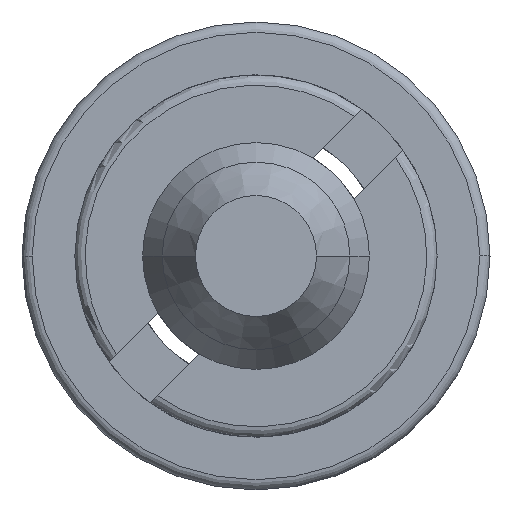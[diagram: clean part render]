
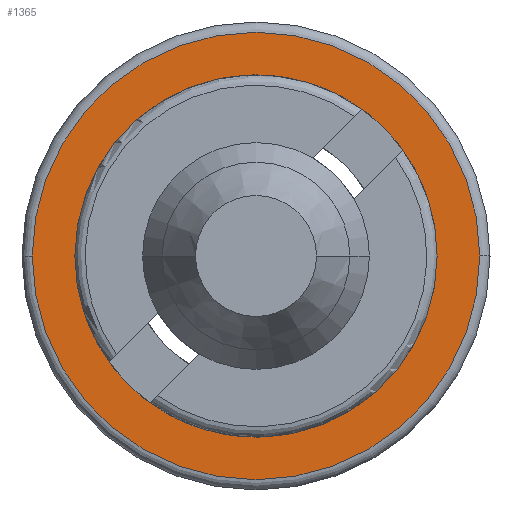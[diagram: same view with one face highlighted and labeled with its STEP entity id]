
A CAD part, left-side view. The second image highlights one B-rep face of the part: STEP entity #1365.
In plain terms, the highlighted planar face has unit normal (-1, 0, 0).
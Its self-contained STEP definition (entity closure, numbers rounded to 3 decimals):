
#391=CARTESIAN_POINT('',(6.022,0.,0.));
#392=DIRECTION('',(1.,0.,0.));
#393=DIRECTION('',(0.,-1.,0.));
#394=AXIS2_PLACEMENT_3D('',#391,#392,#393);
#396=CARTESIAN_POINT('',(6.022,0.,0.));
#397=DIRECTION('',(-1.,0.,0.));
#398=DIRECTION('',(0.,-1.,0.));
#399=AXIS2_PLACEMENT_3D('',#396,#397,#398);
#406=CARTESIAN_POINT('',(6.022,0.,0.));
#407=DIRECTION('',(1.,0.,0.));
#408=DIRECTION('',(0.,1.,0.));
#409=AXIS2_PLACEMENT_3D('',#406,#407,#408);
#429=CARTESIAN_POINT('',(6.022,0.,0.));
#430=DIRECTION('',(1.,0.,0.));
#431=DIRECTION('',(0.,-1.,0.));
#432=AXIS2_PLACEMENT_3D('',#429,#430,#431);
#801=CARTESIAN_POINT('',(6.022,-0.599,0.));
#802=CARTESIAN_POINT('',(6.022,0.599,0.));
#803=VERTEX_POINT('',#801);
#804=VERTEX_POINT('',#802);
#881=CARTESIAN_POINT('',(6.022,0.74,0.));
#882=CARTESIAN_POINT('',(6.022,-0.74,0.));
#883=VERTEX_POINT('',#881);
#884=VERTEX_POINT('',#882);
#1350=CARTESIAN_POINT('',(6.022,0.,0.));
#1351=DIRECTION('',(-1.,0.,0.));
#1352=DIRECTION('',(0.,1.,0.));
#1353=AXIS2_PLACEMENT_3D('',#1350,#1351,#1352);
#1354=PLANE('',#1353);
#1356=ORIENTED_EDGE('',*,*,#1355,.T.);
#1358=ORIENTED_EDGE('',*,*,#1357,.T.);
#1359=EDGE_LOOP('',(#1356,#1358));
#1360=FACE_OUTER_BOUND('',#1359,.F.);
#1361=ORIENTED_EDGE('',*,*,#1340,.F.);
#1362=ORIENTED_EDGE('',*,*,#1240,.T.);
#1363=EDGE_LOOP('',(#1361,#1362));
#1364=FACE_BOUND('',#1363,.F.);
#1365=ADVANCED_FACE('',(#1360,#1364),#1354,.T.);
#395=CIRCLE('',#394,0.599);
#400=CIRCLE('',#399,0.599);
#410=CIRCLE('',#409,0.74);
#433=CIRCLE('',#432,0.74);
#1240=EDGE_CURVE('',#803,#804,#400,.T.);
#1340=EDGE_CURVE('',#803,#804,#395,.T.);
#1355=EDGE_CURVE('',#883,#884,#410,.T.);
#1357=EDGE_CURVE('',#884,#883,#433,.T.);
